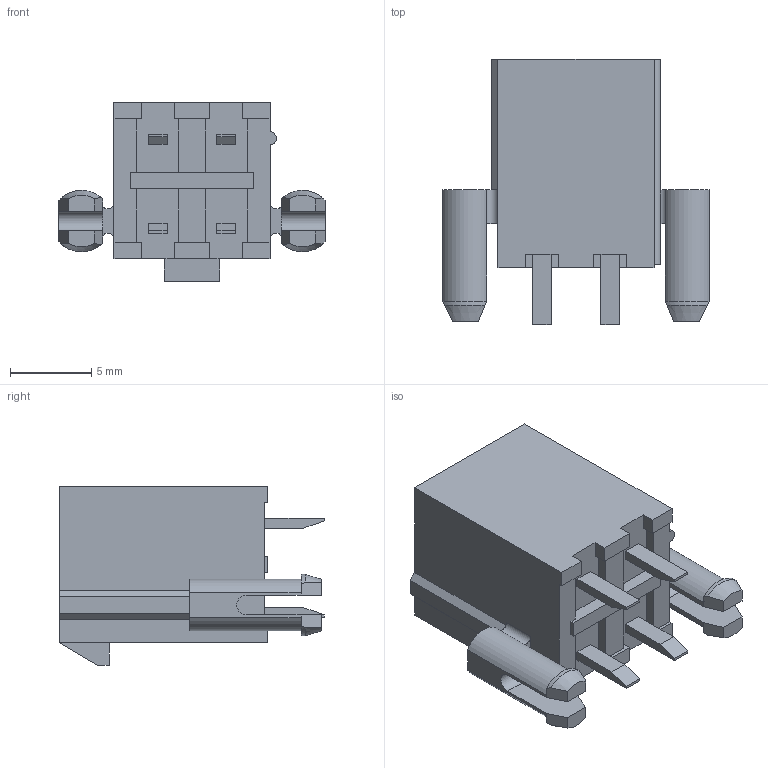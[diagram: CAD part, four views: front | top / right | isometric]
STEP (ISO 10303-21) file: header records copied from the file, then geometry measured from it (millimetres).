
FILE_DESCRIPTION(('FreeCAD Model'),'2;1');
FILE_NAME('Open CASCADE Shape Model','2022-03-17T18:09:45',('Author'),( ''),'Open CASCADE STEP processor 7.5','FreeCAD','Unknown');
FILE_SCHEMA(('AUTOMOTIVE_DESIGN { 1 0 10303 214 1 1 1 1 }'));
Length unit declared in the file: millimetre
Products named in the file (3): 039299043; SOLID; COMPOUND
Assembly tree (2 placements, depth 2):
  039299043
    SOLID
    COMPOUND
Bounding box: 16.38 x 16.3 x 11 mm (x, y, z)
Volume: 831.2 mm3; surface area: 1596.4 mm2
Topology: 1 solids, 1 shells, 174 faces, 477 edges, 360 vertices
Faces by surface type: plane 155, cylinder 15, cone 4
Entity records: 13119 total; most frequent: CARTESIAN_POINT 2406, DIRECTION 1742, LINE 1279, VECTOR 1279, ORIENTED_EDGE 926, PCURVE 926, DEFINITIONAL_REPRESENTATION 926, EDGE_CURVE 463
